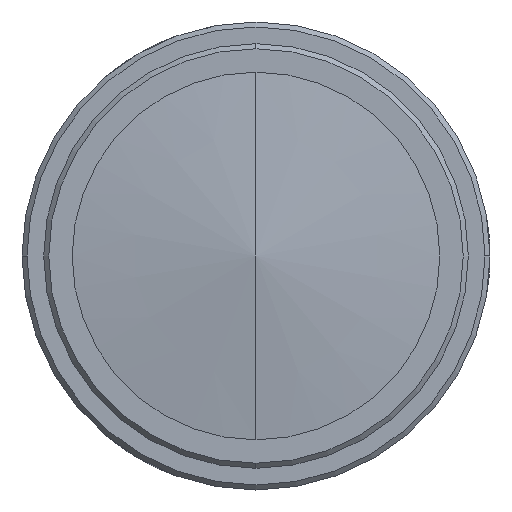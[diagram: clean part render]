
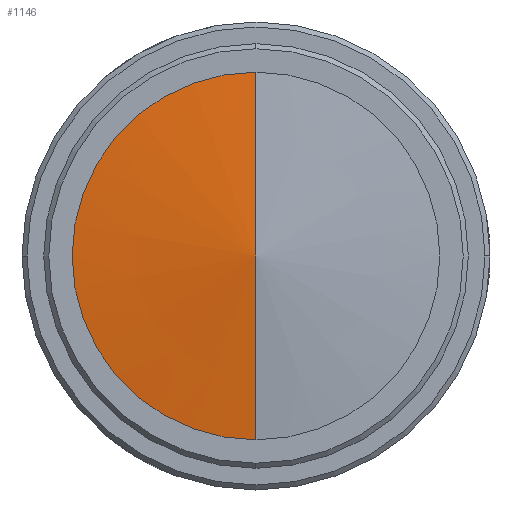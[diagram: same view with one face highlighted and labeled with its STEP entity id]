
A CAD part, left-side view. The second image highlights one B-rep face of the part: STEP entity #1146.
In plain terms, the highlighted conical face has half-angle 83.687 degrees and reference radius 11.659 mm.
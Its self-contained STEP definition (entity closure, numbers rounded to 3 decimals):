
#5 = VERTEX_POINT ( 'NONE', #1315 ) ;
#93 = CONICAL_SURFACE ( 'NONE', #678, 11.659, 1.461 ) ;
#157 = EDGE_LOOP ( 'NONE', ( #650, #573, #737 ) ) ;
#195 = LINE ( 'NONE', #1262, #1297 ) ;
#242 = EDGE_CURVE ( 'NONE', #976, #747, #1404, .T. ) ;
#257 = AXIS2_PLACEMENT_3D ( 'NONE', #1075, #654, #1179 ) ;
#306 = EDGE_CURVE ( 'NONE', #5, #976, #195, .T. ) ;
#316 = CARTESIAN_POINT ( 'NONE',  ( -66.319, 0., 0. ) ) ;
#362 = VECTOR ( 'NONE', #478, 1000. ) ;
#422 = FACE_OUTER_BOUND ( 'NONE', #157, .T. ) ;
#478 = DIRECTION ( 'NONE',  ( 0.11, 0., -0.994 ) ) ;
#573 = ORIENTED_EDGE ( 'NONE', *, *, #306, .T. ) ;
#650 = ORIENTED_EDGE ( 'NONE', *, *, #927, .F. ) ;
#654 = DIRECTION ( 'NONE',  ( -1., 0., 0. ) ) ;
#678 = AXIS2_PLACEMENT_3D ( 'NONE', #316, #743, #1397 ) ;
#737 = ORIENTED_EDGE ( 'NONE', *, *, #242, .T. ) ;
#743 = DIRECTION ( 'NONE',  ( 1., 0., 0. ) ) ;
#747 = VERTEX_POINT ( 'NONE', #1126 ) ;
#927 = EDGE_CURVE ( 'NONE', #5, #747, #1257, .T. ) ;
#976 = VERTEX_POINT ( 'NONE', #1381 ) ;
#1075 = CARTESIAN_POINT ( 'NONE',  ( -66.392, 0., 0. ) ) ;
#1126 = CARTESIAN_POINT ( 'NONE',  ( -66.392, 0., -11. ) ) ;
#1146 = ADVANCED_FACE ( 'NONE', ( #422 ), #93, .T. ) ;
#1179 = DIRECTION ( 'NONE',  ( 0., 0., -1. ) ) ;
#1224 = CARTESIAN_POINT ( 'NONE',  ( -66.319, 0., -11.659 ) ) ;
#1256 = DIRECTION ( 'NONE',  ( 0.11, 0., 0.994 ) ) ;
#1257 = LINE ( 'NONE', #1224, #362 ) ;
#1262 = CARTESIAN_POINT ( 'NONE',  ( -66.319, 0., 11.659 ) ) ;
#1297 = VECTOR ( 'NONE', #1256, 1000. ) ;
#1315 = CARTESIAN_POINT ( 'NONE',  ( -67.609, 0., 0. ) ) ;
#1381 = CARTESIAN_POINT ( 'NONE',  ( -66.392, 0., 11. ) ) ;
#1397 = DIRECTION ( 'NONE',  ( 0., 0., -1. ) ) ;
#1404 = CIRCLE ( 'NONE', #257, 11. ) ;
